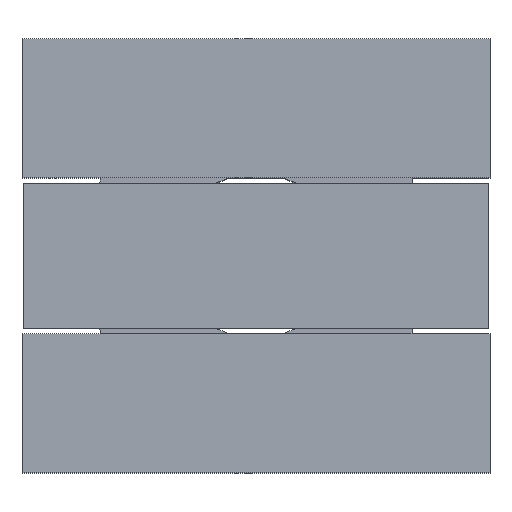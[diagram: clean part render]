
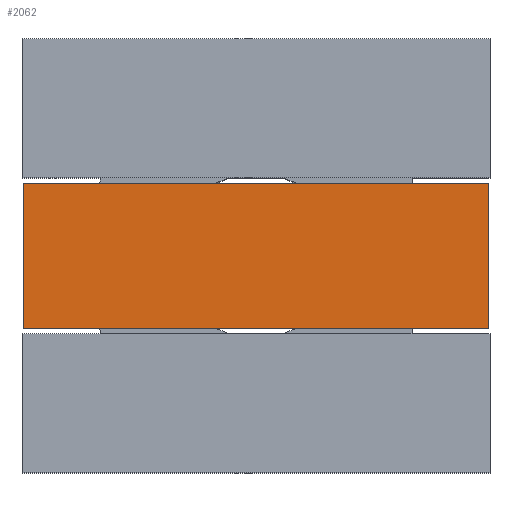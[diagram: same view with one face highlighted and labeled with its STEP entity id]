
A CAD part, top view. The second image highlights one B-rep face of the part: STEP entity #2062.
In plain terms, the highlighted face is planar.
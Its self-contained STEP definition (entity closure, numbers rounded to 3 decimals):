
#23 = DIRECTION ( 'NONE',  ( 0., 0., 1. ) ) ;
#52 = DIRECTION ( 'NONE',  ( 0., -1., 0. ) ) ;
#188 = CARTESIAN_POINT ( 'NONE',  ( 17.15, -5.1, 5.35 ) ) ;
#252 = CARTESIAN_POINT ( 'NONE',  ( 0., -5.1, 0. ) ) ;
#313 = DIRECTION ( 'NONE',  ( 0., 0., -1. ) ) ;
#319 = EDGE_LOOP ( 'NONE', ( #753, #1739, #1363, #1135 ) ) ;
#404 = CARTESIAN_POINT ( 'NONE',  ( 17.15, -5.1, 5.35 ) ) ;
#576 = DIRECTION ( 'NONE',  ( -1., 0., 0. ) ) ;
#753 = ORIENTED_EDGE ( 'NONE', *, *, #2246, .T. ) ;
#779 = LINE ( 'NONE', #188, #1990 ) ;
#862 = VECTOR ( 'NONE', #2427, 1000. ) ;
#930 = VERTEX_POINT ( 'NONE', #1874 ) ;
#1135 = ORIENTED_EDGE ( 'NONE', *, *, #1995, .T. ) ;
#1205 = VERTEX_POINT ( 'NONE', #2434 ) ;
#1339 = EDGE_CURVE ( 'NONE', #2221, #2378, #1944, .T. ) ;
#1363 = ORIENTED_EDGE ( 'NONE', *, *, #1339, .T. ) ;
#1414 = FACE_OUTER_BOUND ( 'NONE', #319, .T. ) ;
#1497 = EDGE_CURVE ( 'NONE', #930, #2221, #2236, .T. ) ;
#1624 = DIRECTION ( 'NONE',  ( 0., 0., -1. ) ) ;
#1645 = CARTESIAN_POINT ( 'NONE',  ( 17.15, -5.1, -5.35 ) ) ;
#1739 = ORIENTED_EDGE ( 'NONE', *, *, #1497, .T. ) ;
#1774 = PLANE ( 'NONE',  #2239 ) ;
#1874 = CARTESIAN_POINT ( 'NONE',  ( -17.15, -5.1, -5.35 ) ) ;
#1944 = LINE ( 'NONE', #1645, #2461 ) ;
#1990 = VECTOR ( 'NONE', #576, 1000. ) ;
#1995 = EDGE_CURVE ( 'NONE', #2378, #1205, #779, .T. ) ;
#2040 = LINE ( 'NONE', #2056, #2429 ) ;
#2050 = CARTESIAN_POINT ( 'NONE',  ( 17.15, -5.1, -5.35 ) ) ;
#2056 = CARTESIAN_POINT ( 'NONE',  ( -17.15, -5.1, -5.35 ) ) ;
#2062 = ADVANCED_FACE ( 'NONE', ( #1414 ), #1774, .T. ) ;
#2221 = VERTEX_POINT ( 'NONE', #2244 ) ;
#2236 = LINE ( 'NONE', #2050, #862 ) ;
#2239 = AXIS2_PLACEMENT_3D ( 'NONE', #252, #52, #1624 ) ;
#2244 = CARTESIAN_POINT ( 'NONE',  ( 17.15, -5.1, -5.35 ) ) ;
#2246 = EDGE_CURVE ( 'NONE', #1205, #930, #2040, .T. ) ;
#2378 = VERTEX_POINT ( 'NONE', #404 ) ;
#2427 = DIRECTION ( 'NONE',  ( 1., 0., 0. ) ) ;
#2429 = VECTOR ( 'NONE', #313, 1000. ) ;
#2434 = CARTESIAN_POINT ( 'NONE',  ( -17.15, -5.1, 5.35 ) ) ;
#2461 = VECTOR ( 'NONE', #23, 1000. ) ;
